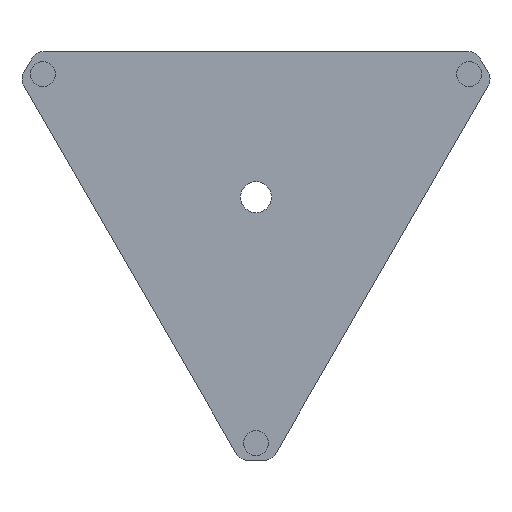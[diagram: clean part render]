
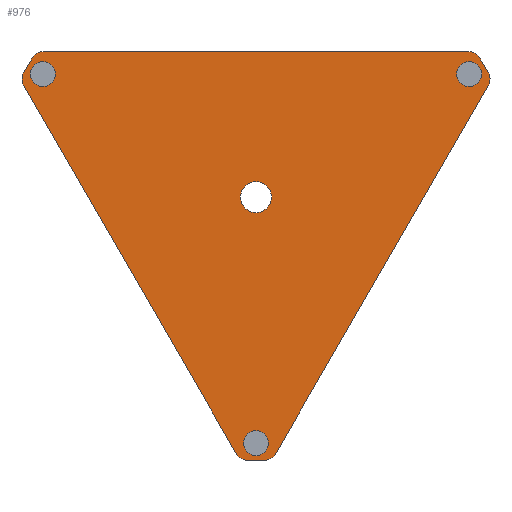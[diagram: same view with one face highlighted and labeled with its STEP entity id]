
A CAD part, front view. The second image highlights one B-rep face of the part: STEP entity #976.
In plain terms, the highlighted planar face has unit normal (0, -1, 0).
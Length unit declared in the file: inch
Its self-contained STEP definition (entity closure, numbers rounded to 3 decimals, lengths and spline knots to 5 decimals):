
#61=FACE_BOUND('',#251,.T.);
#62=FACE_BOUND('',#252,.T.);
#63=FACE_BOUND('',#253,.T.);
#64=FACE_BOUND('',#254,.T.);
#100=PLANE('',#1135);
#163=FACE_OUTER_BOUND('',#250,.T.);
#250=EDGE_LOOP('',(#807,#808,#809,#810,#811,#812,#813,#814,#815,#816,#817,
#818));
#251=EDGE_LOOP('',(#819));
#252=EDGE_LOOP('',(#820));
#253=EDGE_LOOP('',(#821));
#254=EDGE_LOOP('',(#822));
#303=LINE('',#1707,#355);
#306=LINE('',#1713,#358);
#307=LINE('',#1717,#359);
#308=LINE('',#1721,#360);
#309=LINE('',#1725,#361);
#310=LINE('',#1729,#362);
#355=VECTOR('',#1424,0.3937);
#358=VECTOR('',#1429,0.3937);
#359=VECTOR('',#1432,0.3937);
#360=VECTOR('',#1435,0.3937);
#361=VECTOR('',#1438,0.3937);
#362=VECTOR('',#1441,0.3937);
#422=CIRCLE('',#1112,0.5);
#424=CIRCLE('',#1116,0.5);
#426=CIRCLE('',#1120,0.5);
#433=CIRCLE('',#1133,0.5);
#434=CIRCLE('',#1136,0.5);
#435=CIRCLE('',#1137,0.5);
#436=CIRCLE('',#1138,0.5);
#437=CIRCLE('',#1139,0.5);
#438=CIRCLE('',#1140,0.5);
#439=CIRCLE('',#1141,0.625);
#490=VERTEX_POINT('',#1662);
#492=VERTEX_POINT('',#1669);
#494=VERTEX_POINT('',#1676);
#502=VERTEX_POINT('',#1700);
#503=VERTEX_POINT('',#1702);
#504=VERTEX_POINT('',#1706);
#506=VERTEX_POINT('',#1712);
#507=VERTEX_POINT('',#1714);
#508=VERTEX_POINT('',#1716);
#509=VERTEX_POINT('',#1718);
#510=VERTEX_POINT('',#1720);
#511=VERTEX_POINT('',#1722);
#512=VERTEX_POINT('',#1724);
#513=VERTEX_POINT('',#1726);
#514=VERTEX_POINT('',#1728);
#515=VERTEX_POINT('',#1731);
#592=EDGE_CURVE('',#490,#490,#422,.T.);
#595=EDGE_CURVE('',#492,#492,#424,.T.);
#598=EDGE_CURVE('',#494,#494,#426,.T.);
#609=EDGE_CURVE('',#502,#503,#433,.T.);
#611=EDGE_CURVE('',#504,#503,#303,.T.);
#614=EDGE_CURVE('',#502,#506,#306,.T.);
#615=EDGE_CURVE('',#507,#506,#434,.T.);
#616=EDGE_CURVE('',#507,#508,#307,.T.);
#617=EDGE_CURVE('',#509,#508,#435,.T.);
#618=EDGE_CURVE('',#509,#510,#308,.T.);
#619=EDGE_CURVE('',#511,#510,#436,.T.);
#620=EDGE_CURVE('',#512,#511,#309,.T.);
#621=EDGE_CURVE('',#513,#512,#437,.T.);
#622=EDGE_CURVE('',#513,#514,#310,.T.);
#623=EDGE_CURVE('',#504,#514,#438,.T.);
#624=EDGE_CURVE('',#515,#515,#439,.T.);
#807=ORIENTED_EDGE('',*,*,#609,.F.);
#808=ORIENTED_EDGE('',*,*,#614,.T.);
#809=ORIENTED_EDGE('',*,*,#615,.F.);
#810=ORIENTED_EDGE('',*,*,#616,.T.);
#811=ORIENTED_EDGE('',*,*,#617,.F.);
#812=ORIENTED_EDGE('',*,*,#618,.T.);
#813=ORIENTED_EDGE('',*,*,#619,.F.);
#814=ORIENTED_EDGE('',*,*,#620,.F.);
#815=ORIENTED_EDGE('',*,*,#621,.F.);
#816=ORIENTED_EDGE('',*,*,#622,.T.);
#817=ORIENTED_EDGE('',*,*,#623,.F.);
#818=ORIENTED_EDGE('',*,*,#611,.T.);
#819=ORIENTED_EDGE('',*,*,#592,.T.);
#820=ORIENTED_EDGE('',*,*,#595,.T.);
#821=ORIENTED_EDGE('',*,*,#598,.T.);
#822=ORIENTED_EDGE('',*,*,#624,.F.);
#976=ADVANCED_FACE('',(#163,#61,#62,#63,#64),#100,.F.);
#1112=AXIS2_PLACEMENT_3D('',#1663,#1371,#1372);
#1116=AXIS2_PLACEMENT_3D('',#1670,#1380,#1381);
#1120=AXIS2_PLACEMENT_3D('',#1677,#1389,#1390);
#1133=AXIS2_PLACEMENT_3D('',#1703,#1419,#1420);
#1135=AXIS2_PLACEMENT_3D('',#1711,#1427,#1428);
#1136=AXIS2_PLACEMENT_3D('',#1715,#1430,#1431);
#1137=AXIS2_PLACEMENT_3D('',#1719,#1433,#1434);
#1138=AXIS2_PLACEMENT_3D('',#1723,#1436,#1437);
#1139=AXIS2_PLACEMENT_3D('',#1727,#1439,#1440);
#1140=AXIS2_PLACEMENT_3D('',#1730,#1442,#1443);
#1141=AXIS2_PLACEMENT_3D('',#1732,#1444,#1445);
#1371=DIRECTION('center_axis',(0.,1.,0.));
#1372=DIRECTION('ref_axis',(1.,0.,0.));
#1380=DIRECTION('center_axis',(0.,1.,0.));
#1381=DIRECTION('ref_axis',(1.,0.,0.));
#1389=DIRECTION('center_axis',(0.,1.,0.));
#1390=DIRECTION('ref_axis',(1.,0.,0.));
#1419=DIRECTION('center_axis',(0.,1.,0.));
#1420=DIRECTION('ref_axis',(0.5,0.,-0.866));
#1424=DIRECTION('',(1.,0.,0.));
#1427=DIRECTION('center_axis',(0.,1.,0.));
#1428=DIRECTION('ref_axis',(1.,0.,0.));
#1429=DIRECTION('',(0.5,0.,0.866));
#1430=DIRECTION('center_axis',(0.,1.,0.));
#1431=DIRECTION('ref_axis',(1.,0.,0.));
#1432=DIRECTION('',(-0.5,0.,0.866));
#1433=DIRECTION('center_axis',(0.,1.,0.));
#1434=DIRECTION('ref_axis',(0.5,0.,0.866));
#1435=DIRECTION('',(-1.,0.,0.));
#1436=DIRECTION('center_axis',(0.,1.,0.));
#1437=DIRECTION('ref_axis',(-0.5,0.,0.866));
#1438=DIRECTION('',(0.5,0.,0.866));
#1439=DIRECTION('center_axis',(0.,1.,0.));
#1440=DIRECTION('ref_axis',(-1.,0.,0.));
#1441=DIRECTION('',(0.5,0.,-0.866));
#1442=DIRECTION('center_axis',(0.,1.,0.));
#1443=DIRECTION('ref_axis',(-0.5,0.,-0.866));
#1444=DIRECTION('center_axis',(0.,-1.,0.));
#1445=DIRECTION('ref_axis',(1.,0.,0.));
#1662=CARTESIAN_POINT('',(8.052,0.,4.9375));
#1663=CARTESIAN_POINT('Origin',(8.552,0.,4.9375));
#1669=CARTESIAN_POINT('',(-0.5,0.,-9.875));
#1670=CARTESIAN_POINT('Origin',(0.,0.,-9.875));
#1676=CARTESIAN_POINT('',(-9.052,0.,4.9375));
#1677=CARTESIAN_POINT('Origin',(-8.552,0.,4.9375));
#1700=CARTESIAN_POINT('',(0.77918,0.,-10.3145));
#1702=CARTESIAN_POINT('',(0.34613,0.,-10.56457));
#1703=CARTESIAN_POINT('Origin',(0.34613,0.,-10.06457));
#1706=CARTESIAN_POINT('',(-0.34613,0.,-10.56457));
#1707=CARTESIAN_POINT('',(-0.63486,0.,-10.56457));
#1711=CARTESIAN_POINT('Origin',(0.,0.,-2.36457));
#1712=CARTESIAN_POINT('',(9.32345,0.,4.48992));
#1713=CARTESIAN_POINT('',(0.63486,0.,-10.56457));
#1714=CARTESIAN_POINT('',(9.32345,0.,4.98978));
#1715=CARTESIAN_POINT('Origin',(8.8904,0.,4.73985));
#1716=CARTESIAN_POINT('',(8.97971,0.,5.58536));
#1717=CARTESIAN_POINT('',(9.46769,0.,4.73985));
#1718=CARTESIAN_POINT('',(8.54666,0.,5.83543));
#1719=CARTESIAN_POINT('Origin',(8.54666,0.,5.33543));
#1720=CARTESIAN_POINT('',(-8.54666,0.,5.83543));
#1721=CARTESIAN_POINT('',(8.83539,0.,5.83543));
#1722=CARTESIAN_POINT('',(-8.97971,0.,5.58536));
#1723=CARTESIAN_POINT('Origin',(-8.54666,0.,5.33543));
#1724=CARTESIAN_POINT('',(-9.32345,0.,4.98978));
#1725=CARTESIAN_POINT('',(-9.46769,0.,4.73985));
#1726=CARTESIAN_POINT('',(-9.32345,0.,4.48992));
#1727=CARTESIAN_POINT('Origin',(-8.8904,0.,4.73985));
#1728=CARTESIAN_POINT('',(-0.77918,0.,-10.3145));
#1729=CARTESIAN_POINT('',(-9.46769,0.,4.73985));
#1730=CARTESIAN_POINT('Origin',(-0.34613,0.,-10.06457));
#1731=CARTESIAN_POINT('',(-0.625,0.,0.));
#1732=CARTESIAN_POINT('Origin',(0.,0.,0.));
